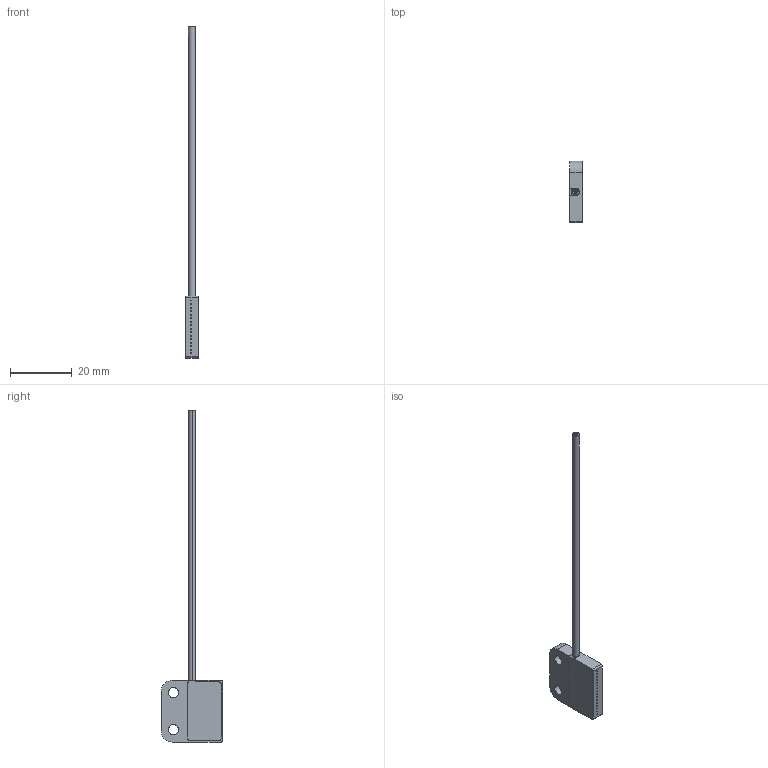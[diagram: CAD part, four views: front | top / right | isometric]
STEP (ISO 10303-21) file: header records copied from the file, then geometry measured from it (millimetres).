
FILE_DESCRIPTION((''),'2;1');
FILE_NAME('194002_ASM','2016-04-01T',('PDMAdmin'),(''),'PRO/ENGINEER BY PARAMETRIC TECHNOLOGY CORPORATION, 2013230','PRO/ENGINEER BY PARAMETRIC TECHNOLOGY CORPORATION, 2013230','');
FILE_SCHEMA(('CONFIG_CONTROL_DESIGN'));
Length unit declared in the file: inch
Products named in the file (6): 118495; 10143; FIBER_CORE_010_0-25; 72947_POTTING; 72947_ASM; 194002_ASM
Assembly tree (20 placements, depth 3):
  194002_ASM
    72947_ASM
      118495
      10143
      FIBER_CORE_010_0-25  x16
      72947_POTTING
Bounding box: 4.19 x 19.99 x 107.65 mm (x, y, z)
Volume: 1260.6 mm3; surface area: 3862.7 mm2
Topology: 26 solids, 26 shells, 219 faces, 478 edges, 317 vertices
Faces by surface type: cylinder 115, plane 100, cone 4
Entity records: 5194 total; most frequent: DIRECTION 982, CARTESIAN_POINT 887, ORIENTED_EDGE 776, AXIS2_PLACEMENT_3D 397, EDGE_CURVE 388, VERTEX_POINT 257, EDGE_LOOP 203, CIRCLE 193
